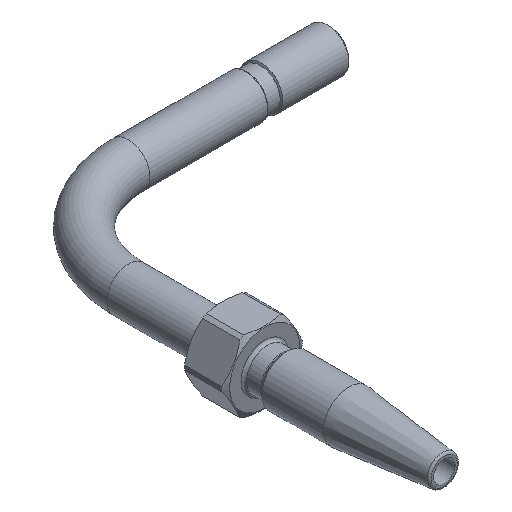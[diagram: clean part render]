
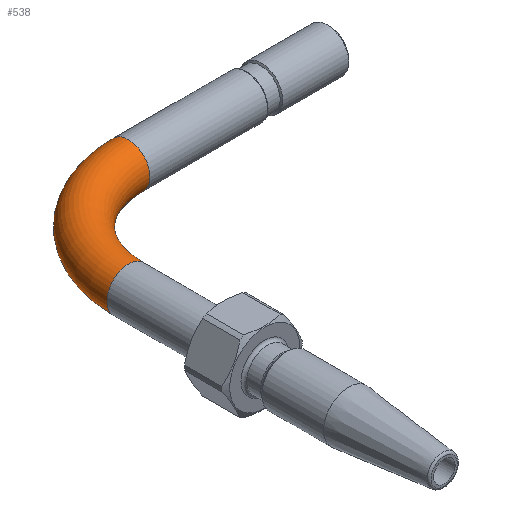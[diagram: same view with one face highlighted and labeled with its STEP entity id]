
A CAD part, isometric view. The second image highlights one B-rep face of the part: STEP entity #538.
In plain terms, the highlighted toroidal (fillet/blend) face has major radius 15 mm and minor radius 3 mm.
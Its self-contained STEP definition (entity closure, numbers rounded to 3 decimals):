
#32=TOROIDAL_SURFACE('',#628,15.,3.);
#204=ORIENTED_EDGE('',*,*,#255,.F.);
#205=ORIENTED_EDGE('',*,*,#263,.T.);
#255=EDGE_CURVE('',#305,#305,#343,.T.);
#263=EDGE_CURVE('',#313,#313,#351,.T.);
#305=VERTEX_POINT('',#948);
#313=VERTEX_POINT('',#975);
#343=CIRCLE('',#594,3.);
#351=CIRCLE('',#613,3.);
#420=EDGE_LOOP('',(#204));
#421=EDGE_LOOP('',(#205));
#486=FACE_BOUND('',#420,.T.);
#487=FACE_BOUND('',#421,.T.);
#538=ADVANCED_FACE('',(#486,#487),#32,.T.);
#594=AXIS2_PLACEMENT_3D('',#947,#726,#727);
#613=AXIS2_PLACEMENT_3D('',#974,#764,#765);
#628=AXIS2_PLACEMENT_3D('',#996,#794,#795);
#726=DIRECTION('',(1.,0.,0.));
#727=DIRECTION('',(0.,0.,1.));
#764=DIRECTION('',(0.,1.,0.));
#765=DIRECTION('',(0.,0.,1.));
#794=DIRECTION('',(0.,0.,-1.));
#795=DIRECTION('',(-1.,0.,0.));
#947=CARTESIAN_POINT('',(15.,59.,0.));
#948=CARTESIAN_POINT('',(15.,59.,3.));
#974=CARTESIAN_POINT('',(0.,44.,0.));
#975=CARTESIAN_POINT('',(0.,44.,3.));
#996=CARTESIAN_POINT('',(15.,44.,0.));
